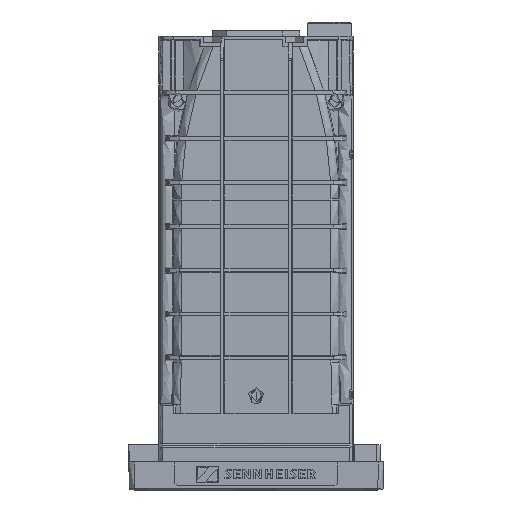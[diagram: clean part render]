
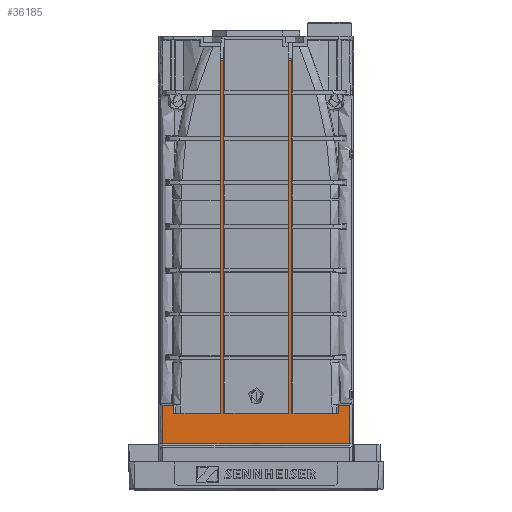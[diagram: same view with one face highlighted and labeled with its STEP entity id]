
A CAD part, top view. The second image highlights one B-rep face of the part: STEP entity #36185.
In plain terms, the highlighted free-form (B-spline) face has degree [1, 1] with [2, 2] control points.
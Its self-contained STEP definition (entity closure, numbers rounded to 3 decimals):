
#31449=CARTESIAN_POINT('',(36.218,10.404,19.4));
#31450=VERTEX_POINT('',#31449);
#31503=CARTESIAN_POINT('',(36.218,25.387,19.4));
#31504=VERTEX_POINT('',#31503);
#31505=CARTESIAN_POINT('',(36.218,25.387,19.4));
#31506=CARTESIAN_POINT('',(36.218,10.404,19.4));
#31507=B_SPLINE_CURVE_WITH_KNOTS('',1,(#31505,#31506),.UNSPECIFIED.,.F.,.F.,(2,2),(0.0,14.983),.UNSPECIFIED.);
#31508=EDGE_CURVE('',#31504,#31450,#31507,.T.);
#32023=CARTESIAN_POINT('',(-36.218,10.404,19.4));
#32024=VERTEX_POINT('',#32023);
#32076=CARTESIAN_POINT('',(-36.218,25.387,19.4));
#32077=VERTEX_POINT('',#32076);
#32078=CARTESIAN_POINT('',(-36.218,25.387,19.4));
#32079=CARTESIAN_POINT('',(-36.218,10.404,19.4));
#32080=B_SPLINE_CURVE_WITH_KNOTS('',1,(#32078,#32079),.UNSPECIFIED.,.F.,.F.,(2,2),(0.0,14.983),.UNSPECIFIED.);
#32081=EDGE_CURVE('',#32077,#32024,#32080,.T.);
#36078=CARTESIAN_POINT('',(36.218,10.404,19.4));
#36079=CARTESIAN_POINT('',(-36.218,10.404,19.4));
#36080=B_SPLINE_CURVE_WITH_KNOTS('',1,(#36078,#36079),.UNSPECIFIED.,.F.,.F.,(2,2),(0.0,72.436),.UNSPECIFIED.);
#36081=EDGE_CURVE('',#31450,#32024,#36080,.T.);
#36086=CARTESIAN_POINT('',(-36.218,159.023,19.4));
#36087=CARTESIAN_POINT('',(-36.218,10.404,19.4));
#36088=CARTESIAN_POINT('',(36.218,159.023,19.4));
#36089=CARTESIAN_POINT('',(36.218,10.404,19.4));
#36090=B_SPLINE_SURFACE_WITH_KNOTS('',1,1,((#36086,#36087),(#36088,#36089)),.UNSPECIFIED.,.F.,.F.,.U.,(2,2),(2,2),(1.582,74.018),(-159.023,-10.404),.UNSPECIFIED.);
#36091=CARTESIAN_POINT('',(13.9,22.1,19.4));
#36092=VERTEX_POINT('',#36091);
#36093=CARTESIAN_POINT('',(13.9,159.023,19.4));
#36094=VERTEX_POINT('',#36093);
#36095=CARTESIAN_POINT('',(13.9,22.1,19.4));
#36096=CARTESIAN_POINT('',(13.9,159.023,19.4));
#36097=B_SPLINE_CURVE_WITH_KNOTS('',1,(#36095,#36096),.UNSPECIFIED.,.F.,.F.,(2,2),(0.0,136.923),.UNSPECIFIED.);
#36098=EDGE_CURVE('',#36092,#36094,#36097,.T.);
#36099=ORIENTED_EDGE('',*,*,#36098,.T.);
#36100=CARTESIAN_POINT('',(12.5,159.023,19.4));
#36101=VERTEX_POINT('',#36100);
#36102=CARTESIAN_POINT('',(13.9,159.023,19.4));
#36103=CARTESIAN_POINT('',(12.5,159.023,19.4));
#36104=B_SPLINE_CURVE_WITH_KNOTS('',1,(#36102,#36103),.UNSPECIFIED.,.F.,.F.,(2,2),(0.0,1.4),.UNSPECIFIED.);
#36105=EDGE_CURVE('',#36094,#36101,#36104,.T.);
#36106=ORIENTED_EDGE('',*,*,#36105,.T.);
#36107=CARTESIAN_POINT('',(12.5,22.1,19.4));
#36108=VERTEX_POINT('',#36107);
#36109=CARTESIAN_POINT('',(12.5,22.1,19.4));
#36110=CARTESIAN_POINT('',(12.5,159.023,19.4));
#36111=B_SPLINE_CURVE_WITH_KNOTS('',1,(#36109,#36110),.UNSPECIFIED.,.F.,.F.,(2,2),(0.0,136.923),.UNSPECIFIED.);
#36112=EDGE_CURVE('',#36108,#36101,#36111,.T.);
#36113=ORIENTED_EDGE('',*,*,#36112,.F.);
#36114=CARTESIAN_POINT('',(-12.5,22.1,19.4));
#36115=VERTEX_POINT('',#36114);
#36116=CARTESIAN_POINT('',(12.5,22.1,19.4));
#36117=CARTESIAN_POINT('',(-12.5,22.1,19.4));
#36118=B_SPLINE_CURVE_WITH_KNOTS('',1,(#36116,#36117),.UNSPECIFIED.,.F.,.F.,(2,2),(0.0,25.0),.UNSPECIFIED.);
#36119=EDGE_CURVE('',#36108,#36115,#36118,.T.);
#36120=ORIENTED_EDGE('',*,*,#36119,.T.);
#36121=CARTESIAN_POINT('',(-12.5,159.023,19.4));
#36122=VERTEX_POINT('',#36121);
#36123=CARTESIAN_POINT('',(-12.5,22.1,19.4));
#36124=CARTESIAN_POINT('',(-12.5,159.023,19.4));
#36125=B_SPLINE_CURVE_WITH_KNOTS('',1,(#36123,#36124),.UNSPECIFIED.,.F.,.F.,(2,2),(0.0,136.923),.UNSPECIFIED.);
#36126=EDGE_CURVE('',#36115,#36122,#36125,.T.);
#36127=ORIENTED_EDGE('',*,*,#36126,.T.);
#36128=CARTESIAN_POINT('',(-13.9,159.023,19.4));
#36129=VERTEX_POINT('',#36128);
#36130=CARTESIAN_POINT('',(-12.5,159.023,19.4));
#36131=CARTESIAN_POINT('',(-13.9,159.023,19.4));
#36132=B_SPLINE_CURVE_WITH_KNOTS('',1,(#36130,#36131),.UNSPECIFIED.,.F.,.F.,(2,2),(0.0,1.4),.UNSPECIFIED.);
#36133=EDGE_CURVE('',#36122,#36129,#36132,.T.);
#36134=ORIENTED_EDGE('',*,*,#36133,.T.);
#36135=CARTESIAN_POINT('',(-13.9,22.1,19.4));
#36136=VERTEX_POINT('',#36135);
#36137=CARTESIAN_POINT('',(-13.9,22.1,19.4));
#36138=CARTESIAN_POINT('',(-13.9,159.023,19.4));
#36139=B_SPLINE_CURVE_WITH_KNOTS('',1,(#36137,#36138),.UNSPECIFIED.,.F.,.F.,(2,2),(0.0,136.923),.UNSPECIFIED.);
#36140=EDGE_CURVE('',#36136,#36129,#36139,.T.);
#36141=ORIENTED_EDGE('',*,*,#36140,.F.);
#36142=CARTESIAN_POINT('',(-31.9,22.1,19.4));
#36143=VERTEX_POINT('',#36142);
#36144=CARTESIAN_POINT('',(-13.9,22.1,19.4));
#36145=CARTESIAN_POINT('',(-31.9,22.1,19.4));
#36146=B_SPLINE_CURVE_WITH_KNOTS('',1,(#36144,#36145),.UNSPECIFIED.,.F.,.F.,(2,2),(0.0,18.0),.UNSPECIFIED.);
#36147=EDGE_CURVE('',#36136,#36143,#36146,.T.);
#36148=ORIENTED_EDGE('',*,*,#36147,.T.);
#36149=CARTESIAN_POINT('',(-31.9,25.387,19.4));
#36150=VERTEX_POINT('',#36149);
#36151=CARTESIAN_POINT('',(-31.9,22.1,19.4));
#36152=CARTESIAN_POINT('',(-31.9,25.387,19.4));
#36153=B_SPLINE_CURVE_WITH_KNOTS('',1,(#36151,#36152),.UNSPECIFIED.,.F.,.F.,(2,2),(0.0,3.287),.UNSPECIFIED.);
#36154=EDGE_CURVE('',#36143,#36150,#36153,.T.);
#36155=ORIENTED_EDGE('',*,*,#36154,.T.);
#36156=CARTESIAN_POINT('',(-31.9,25.387,19.4));
#36157=CARTESIAN_POINT('',(-36.218,25.387,19.4));
#36158=B_SPLINE_CURVE_WITH_KNOTS('',1,(#36156,#36157),.UNSPECIFIED.,.F.,.F.,(2,2),(0.0,4.318),.UNSPECIFIED.);
#36159=EDGE_CURVE('',#36150,#32077,#36158,.T.);
#36160=ORIENTED_EDGE('',*,*,#36159,.T.);
#36161=ORIENTED_EDGE('',*,*,#32081,.T.);
#36162=ORIENTED_EDGE('',*,*,#36081,.F.);
#36163=ORIENTED_EDGE('',*,*,#31508,.F.);
#36164=CARTESIAN_POINT('',(31.9,25.387,19.4));
#36165=VERTEX_POINT('',#36164);
#36166=CARTESIAN_POINT('',(36.218,25.387,19.4));
#36167=CARTESIAN_POINT('',(31.9,25.387,19.4));
#36168=B_SPLINE_CURVE_WITH_KNOTS('',1,(#36166,#36167),.UNSPECIFIED.,.F.,.F.,(2,2),(0.0,4.318),.UNSPECIFIED.);
#36169=EDGE_CURVE('',#31504,#36165,#36168,.T.);
#36170=ORIENTED_EDGE('',*,*,#36169,.T.);
#36171=CARTESIAN_POINT('',(31.9,22.1,19.4));
#36172=VERTEX_POINT('',#36171);
#36173=CARTESIAN_POINT('',(31.9,25.387,19.4));
#36174=CARTESIAN_POINT('',(31.9,22.1,19.4));
#36175=B_SPLINE_CURVE_WITH_KNOTS('',1,(#36173,#36174),.UNSPECIFIED.,.F.,.F.,(2,2),(0.0,3.287),.UNSPECIFIED.);
#36176=EDGE_CURVE('',#36165,#36172,#36175,.T.);
#36177=ORIENTED_EDGE('',*,*,#36176,.T.);
#36178=CARTESIAN_POINT('',(31.9,22.1,19.4));
#36179=CARTESIAN_POINT('',(13.9,22.1,19.4));
#36180=B_SPLINE_CURVE_WITH_KNOTS('',1,(#36178,#36179),.UNSPECIFIED.,.F.,.F.,(2,2),(0.0,18.0),.UNSPECIFIED.);
#36181=EDGE_CURVE('',#36172,#36092,#36180,.T.);
#36182=ORIENTED_EDGE('',*,*,#36181,.T.);
#36183=EDGE_LOOP('',(#36099,#36106,#36113,#36120,#36127,#36134,#36141,#36148,#36155,#36160,#36161,#36162,#36163,#36170,#36177,#36182));
#36184=FACE_BOUND('',#36183,.T.);
#36185=ADVANCED_FACE('',(#36184),#36090,.F.);
